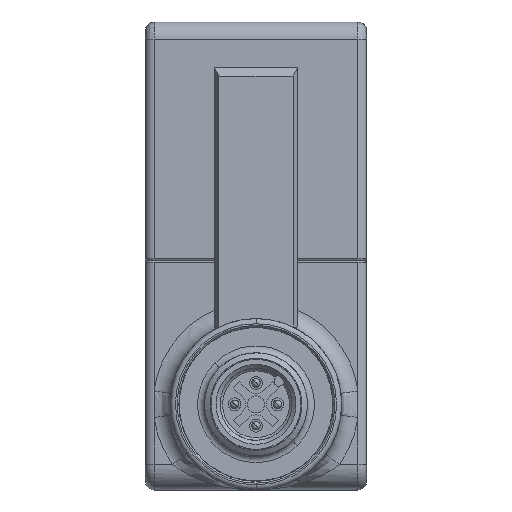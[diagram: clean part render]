
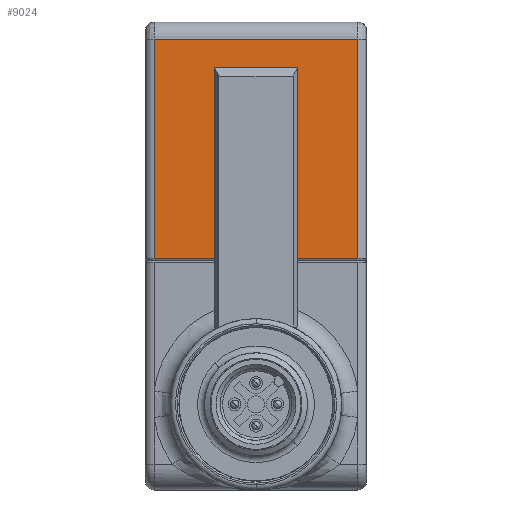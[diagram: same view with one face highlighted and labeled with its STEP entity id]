
A CAD part, front view. The second image highlights one B-rep face of the part: STEP entity #9024.
In plain terms, the highlighted planar face has unit normal (0, -1, 0).
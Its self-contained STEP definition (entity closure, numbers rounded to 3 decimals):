
#48=DIRECTION('',(0.,0.,1.));
#49=VECTOR('',#48,22.3);
#50=CARTESIAN_POINT('',(4.323,-65.48,-13.8));
#51=LINE('',#50,#49);
#52=DIRECTION('',(-1.,0.,0.));
#53=VECTOR('',#52,8.645);
#54=CARTESIAN_POINT('',(4.323,-65.48,8.5));
#55=LINE('',#54,#53);
#56=DIRECTION('',(-1.,0.,0.));
#57=VECTOR('',#56,7.577);
#58=CARTESIAN_POINT('',(-4.323,-65.48,-13.8));
#59=LINE('',#58,#57);
#64=DIRECTION('',(1.,0.,0.));
#65=VECTOR('',#64,7.577);
#66=CARTESIAN_POINT('',(4.323,-65.48,-13.8));
#67=LINE('',#66,#65);
#149=DIRECTION('',(0.,0.,1.));
#150=VECTOR('',#149,22.3);
#151=CARTESIAN_POINT('',(-4.323,-65.48,-13.8));
#152=LINE('',#151,#150);
#3180=DIRECTION('',(0.,0.,1.));
#3181=VECTOR('',#3180,25.604);
#3182=CARTESIAN_POINT('',(11.9,-65.48,-13.8));
#3183=LINE('',#3182,#3181);
#3203=DIRECTION('',(-1.,0.,0.));
#3204=VECTOR('',#3203,23.8);
#3205=CARTESIAN_POINT('',(11.9,-65.48,11.804));
#3206=LINE('',#3205,#3204);
#3230=DIRECTION('',(0.,0.,-1.));
#3231=VECTOR('',#3230,25.604);
#3232=CARTESIAN_POINT('',(-11.9,-65.48,11.804));
#3233=LINE('',#3232,#3231);
#8360=CARTESIAN_POINT('',(-11.9,-65.48,-13.8));
#8361=VERTEX_POINT('',#8360);
#8478=CARTESIAN_POINT('',(11.9,-65.48,-13.8));
#8479=VERTEX_POINT('',#8478);
#8480=CARTESIAN_POINT('',(4.323,-65.48,-13.8));
#8481=VERTEX_POINT('',#8480);
#8482=CARTESIAN_POINT('',(4.323,-65.48,8.5));
#8483=VERTEX_POINT('',#8482);
#8484=CARTESIAN_POINT('',(-4.323,-65.48,8.5));
#8485=VERTEX_POINT('',#8484);
#8486=CARTESIAN_POINT('',(-4.323,-65.48,-13.8));
#8487=VERTEX_POINT('',#8486);
#8488=CARTESIAN_POINT('',(-11.9,-65.48,11.804));
#8489=VERTEX_POINT('',#8488);
#8490=CARTESIAN_POINT('',(11.9,-65.48,11.804));
#8491=VERTEX_POINT('',#8490);
#9001=CARTESIAN_POINT('',(-12.9,-65.48,9.));
#9002=DIRECTION('',(0.,-1.,0.));
#9003=DIRECTION('',(0.,0.,-1.));
#9004=AXIS2_PLACEMENT_3D('',#9001,#9002,#9003);
#9005=PLANE('',#9004);
#9007=ORIENTED_EDGE('',*,*,#9006,.F.);
#9009=ORIENTED_EDGE('',*,*,#9008,.T.);
#9011=ORIENTED_EDGE('',*,*,#9010,.T.);
#9013=ORIENTED_EDGE('',*,*,#9012,.F.);
#9015=ORIENTED_EDGE('',*,*,#9014,.T.);
#9017=ORIENTED_EDGE('',*,*,#9016,.F.);
#9019=ORIENTED_EDGE('',*,*,#9018,.F.);
#9021=ORIENTED_EDGE('',*,*,#9020,.F.);
#9022=EDGE_LOOP('',(#9007,#9009,#9011,#9013,#9015,#9017,#9019,#9021));
#9023=FACE_OUTER_BOUND('',#9022,.F.);
#9024=ADVANCED_FACE('',(#9023),#9005,.T.);
#9006=EDGE_CURVE('',#8481,#8479,#67,.T.);
#9008=EDGE_CURVE('',#8481,#8483,#51,.T.);
#9010=EDGE_CURVE('',#8483,#8485,#55,.T.);
#9012=EDGE_CURVE('',#8487,#8485,#152,.T.);
#9014=EDGE_CURVE('',#8487,#8361,#59,.T.);
#9016=EDGE_CURVE('',#8489,#8361,#3233,.T.);
#9018=EDGE_CURVE('',#8491,#8489,#3206,.T.);
#9020=EDGE_CURVE('',#8479,#8491,#3183,.T.);
